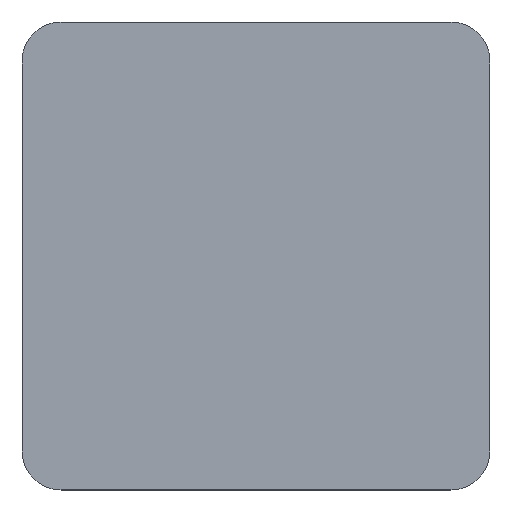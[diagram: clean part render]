
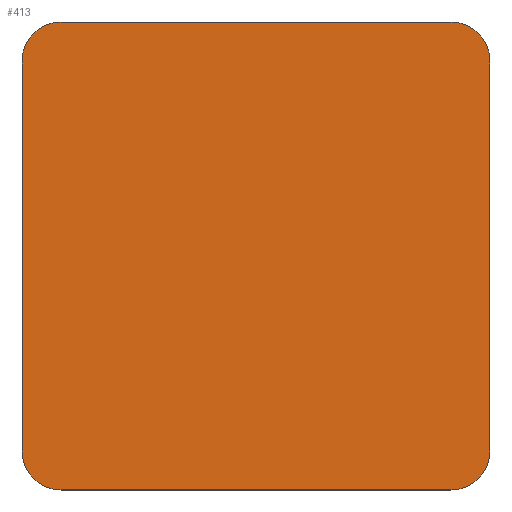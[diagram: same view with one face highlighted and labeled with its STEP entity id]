
A CAD part, top view. The second image highlights one B-rep face of the part: STEP entity #413.
In plain terms, the highlighted planar face has unit normal (0, 0, 1).
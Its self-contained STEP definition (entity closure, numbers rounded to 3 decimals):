
#54=PLANE('',#488);
#85=FACE_OUTER_BOUND('',#119,.T.);
#119=EDGE_LOOP('',(#335,#336,#337,#338,#339,#340,#341,#342));
#137=LINE('',#726,#161);
#140=LINE('',#732,#164);
#141=LINE('',#736,#165);
#142=LINE('',#740,#166);
#161=VECTOR('',#605,10.);
#164=VECTOR('',#610,10.);
#165=VECTOR('',#613,10.);
#166=VECTOR('',#616,10.);
#191=CIRCLE('',#485,10.);
#193=CIRCLE('',#489,10.);
#194=CIRCLE('',#490,10.);
#195=CIRCLE('',#491,10.);
#215=VERTEX_POINT('',#716);
#216=VERTEX_POINT('',#717);
#219=VERTEX_POINT('',#725);
#221=VERTEX_POINT('',#731);
#222=VERTEX_POINT('',#733);
#223=VERTEX_POINT('',#735);
#224=VERTEX_POINT('',#737);
#225=VERTEX_POINT('',#739);
#255=EDGE_CURVE('',#215,#216,#191,.T.);
#259=EDGE_CURVE('',#219,#216,#137,.T.);
#262=EDGE_CURVE('',#215,#221,#140,.T.);
#263=EDGE_CURVE('',#222,#221,#193,.T.);
#264=EDGE_CURVE('',#222,#223,#141,.T.);
#265=EDGE_CURVE('',#224,#223,#194,.T.);
#266=EDGE_CURVE('',#224,#225,#142,.T.);
#267=EDGE_CURVE('',#219,#225,#195,.T.);
#335=ORIENTED_EDGE('',*,*,#255,.F.);
#336=ORIENTED_EDGE('',*,*,#262,.T.);
#337=ORIENTED_EDGE('',*,*,#263,.F.);
#338=ORIENTED_EDGE('',*,*,#264,.T.);
#339=ORIENTED_EDGE('',*,*,#265,.F.);
#340=ORIENTED_EDGE('',*,*,#266,.T.);
#341=ORIENTED_EDGE('',*,*,#267,.F.);
#342=ORIENTED_EDGE('',*,*,#259,.T.);
#413=ADVANCED_FACE('',(#85),#54,.T.);
#485=AXIS2_PLACEMENT_3D('',#718,#597,#598);
#488=AXIS2_PLACEMENT_3D('',#730,#608,#609);
#489=AXIS2_PLACEMENT_3D('',#734,#611,#612);
#490=AXIS2_PLACEMENT_3D('',#738,#614,#615);
#491=AXIS2_PLACEMENT_3D('',#741,#617,#618);
#597=DIRECTION('center_axis',(0.,0.,-1.));
#598=DIRECTION('ref_axis',(-0.707,-0.707,0.));
#605=DIRECTION('',(0.,-1.,0.));
#608=DIRECTION('center_axis',(0.,0.,1.));
#609=DIRECTION('ref_axis',(1.,0.,0.));
#610=DIRECTION('',(1.,0.,0.));
#611=DIRECTION('center_axis',(0.,0.,-1.));
#612=DIRECTION('ref_axis',(0.707,-0.707,0.));
#613=DIRECTION('',(0.,1.,0.));
#614=DIRECTION('center_axis',(0.,0.,-1.));
#615=DIRECTION('ref_axis',(0.707,0.707,0.));
#616=DIRECTION('',(-1.,0.,0.));
#617=DIRECTION('center_axis',(0.,0.,-1.));
#618=DIRECTION('ref_axis',(-0.707,0.707,0.));
#716=CARTESIAN_POINT('',(20.,78.28,48.58));
#717=CARTESIAN_POINT('',(10.,88.28,48.58));
#718=CARTESIAN_POINT('Origin',(20.,88.28,48.58));
#725=CARTESIAN_POINT('',(10.,188.28,48.58));
#726=CARTESIAN_POINT('',(10.,198.28,48.58));
#730=CARTESIAN_POINT('Origin',(70.,138.28,48.58));
#731=CARTESIAN_POINT('',(120.,78.28,48.58));
#732=CARTESIAN_POINT('',(20.,78.28,48.58));
#733=CARTESIAN_POINT('',(130.,88.28,48.58));
#734=CARTESIAN_POINT('Origin',(120.,88.28,48.58));
#735=CARTESIAN_POINT('',(130.,188.28,48.58));
#736=CARTESIAN_POINT('',(130.,78.28,48.58));
#737=CARTESIAN_POINT('',(120.,198.28,48.58));
#738=CARTESIAN_POINT('Origin',(120.,188.28,48.58));
#739=CARTESIAN_POINT('',(20.,198.28,48.58));
#740=CARTESIAN_POINT('',(20.,198.28,48.58));
#741=CARTESIAN_POINT('Origin',(20.,188.28,48.58));
